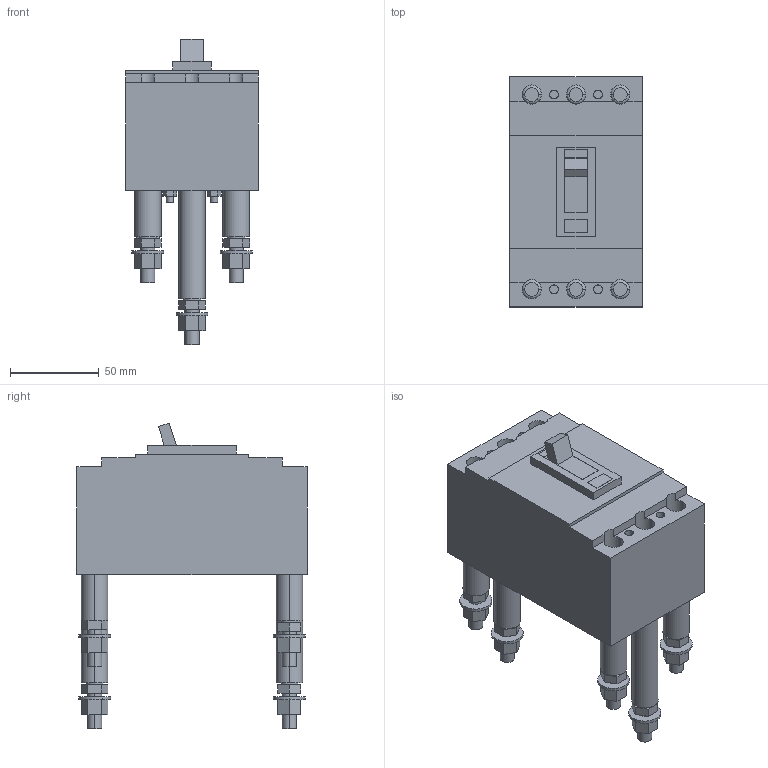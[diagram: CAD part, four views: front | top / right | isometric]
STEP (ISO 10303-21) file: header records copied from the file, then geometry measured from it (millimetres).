
FILE_DESCRIPTION(('CoCreate Modeling STEP Export'),'2;1');
FILE_NAME('Ｅ１００ＳＦ３Ｒ(６０－１００Ａ).stp','2016-03-30T15:03:21',(''),(''),'CoCreate Modeling STEP processor for AP214 (Solid Model)','CoCreate Modeling 17.0 01-Apr-2010 (C) Parametric Technology GmbH','');
FILE_SCHEMA(('AUTOMOTIVE_DESIGN { 1 0 10303 214 1 1 1 1 }'));
Length unit declared in the file: millimetre
Products named in the file (10): P5.1; P4; P6.5; P6.2; P3; P7.3; P4.3; P2.1; P1; )
Assembly tree (33 placements, depth 2):
  )
    P6.2  x2
    P4.3  x2
    P2.1  x4
    P5.1  x6
    P3  x4
    P7.3  x6
    P1
    P6.5  x4
    P4  x4
Bounding box: 75 x 130 x 172.64 mm (x, y, z)
Volume: 696112.5 mm3; surface area: 110530.5 mm2
Topology: 33 solids, 33 shells, 409 faces, 932 edges, 618 vertices
Faces by surface type: plane 237, cylinder 160, torus 12
Entity records: 4881 total; most frequent: ORIENTED_EDGE 814, CARTESIAN_POINT 746, DIRECTION 716, EDGE_CURVE 407, VERTEX_POINT 269, AXIS2_PLACEMENT_3D 239, VECTOR 238, LINE 238
